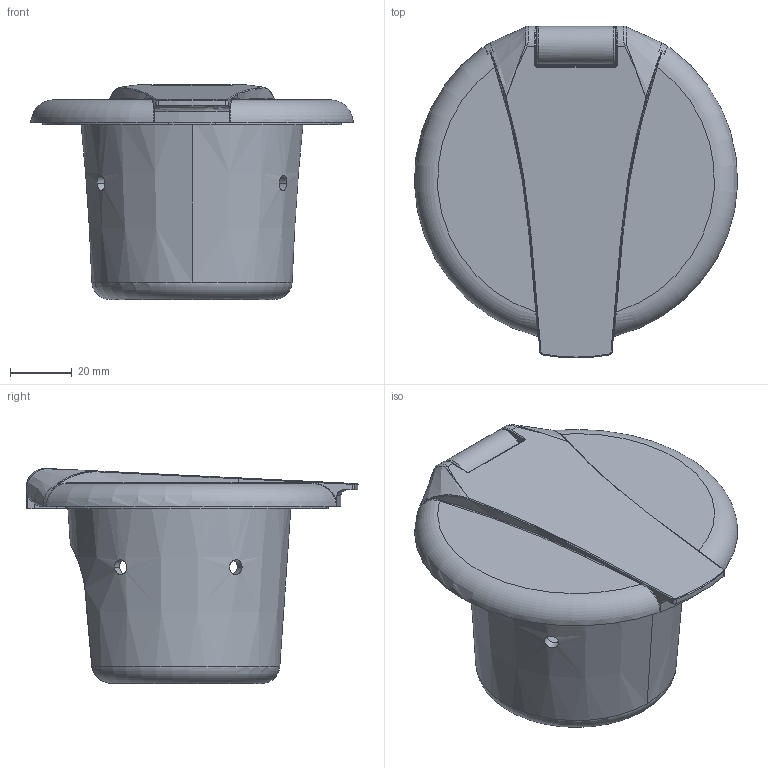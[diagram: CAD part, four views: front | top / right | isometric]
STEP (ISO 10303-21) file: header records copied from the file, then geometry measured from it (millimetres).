
FILE_DESCRIPTION((''),'2;1');
FILE_NAME('JIETOU-ALL_ASM','2019-03-16T',('Administrator'),(''),'PRO/ENGINEER BY PARAMETRIC TECHNOLOGY CORPORATION, 2010480','PRO/ENGINEER BY PARAMETRIC TECHNOLOGY CORPORATION, 2010480','');
FILE_SCHEMA(('CONFIG_CONTROL_DESIGN'));
Length unit declared in the file: millimetre
Products named in the file (3): 2-1; 2-2; JIETOU-ALL_ASM
Assembly tree (2 placements, depth 2):
  JIETOU-ALL_ASM
    2-1
    2-2
Bounding box: 104.86 x 107.74 x 69.79 mm (x, y, z)
Volume: 81044.7 mm3; surface area: 56398.9 mm2
Topology: 2 solids, 2 shells, 329 faces, 837 edges, 517 vertices
Faces by surface type: bspline 92, plane 83, cylinder 68, cone 49, torus 35, sphere 2
Entity records: 16146 total; most frequent: CARTESIAN_POINT 8938, ORIENTED_EDGE 1674, DIRECTION 1225, EDGE_CURVE 837, VERTEX_POINT 517, AXIS2_PLACEMENT_3D 491, EDGE_LOOP 358, B_SPLINE_CURVE_WITH_KNOTS 345
